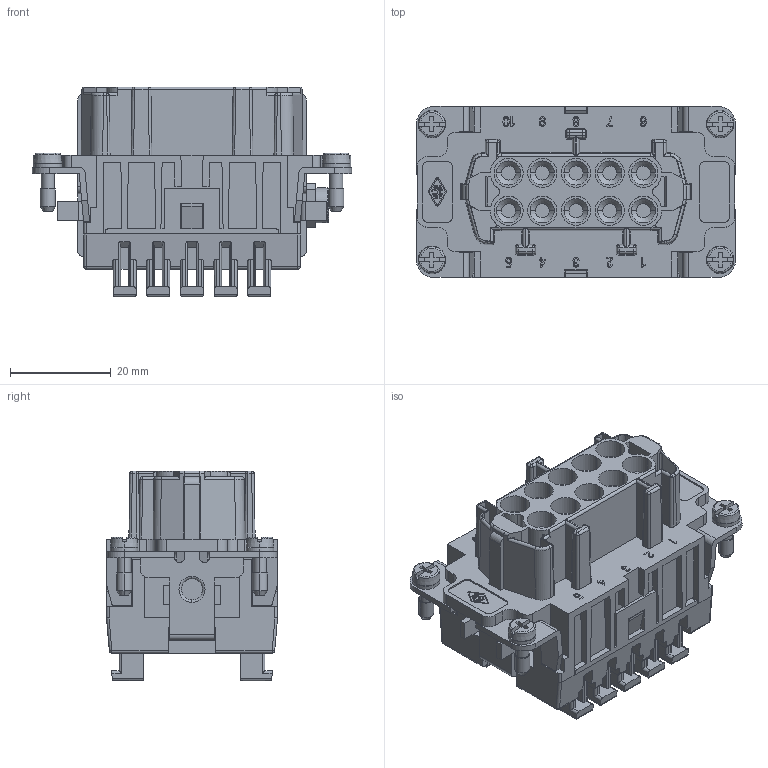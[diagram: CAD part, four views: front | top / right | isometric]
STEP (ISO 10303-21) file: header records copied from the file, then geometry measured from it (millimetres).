
FILE_DESCRIPTION(('Creo Elements/Direct Modeling STEP Export'),'2;1');
FILE_NAME('0ln7uvk4qu863ro5264','2019-05-28T16:24:30',(''),(''),'Creo Elements/Direct Modeling STEP processor for AP214 (Solid Model)','Creo Elements/Direct Modeling 20.1B 02-Apr-2019 (C) Parametric Technology GmbH','');
FILE_SCHEMA(('AUTOMOTIVE_DESIGN { 1 0 10303 214 1 1 1 1 }'));
Products named in the file (2): JSHF_10_S
Assembly tree (1 placements, depth 2):
  JSHF_10_S
    JSHF_10_S
Bounding box: 63.5 x 34 x 41.7 mm (x, y, z)
Volume: 37936.7 mm3; surface area: 22654.9 mm2
Topology: 1 solids, 1 shells, 2086 faces, 6328 edges, 4291 vertices
Faces by surface type: plane 1486, cylinder 478, cone 58, torus 34, sphere 20, bspline 10
Entity records: 91165 total; most frequent: CARTESIAN_POINT 18951, ORIENTED_EDGE 12624, DIRECTION 10376, EDGE_CURVE 6308, VECTOR 4864, LINE 4864, VERTEX_POINT 4291, AXIS2_PLACEMENT_3D 2756
